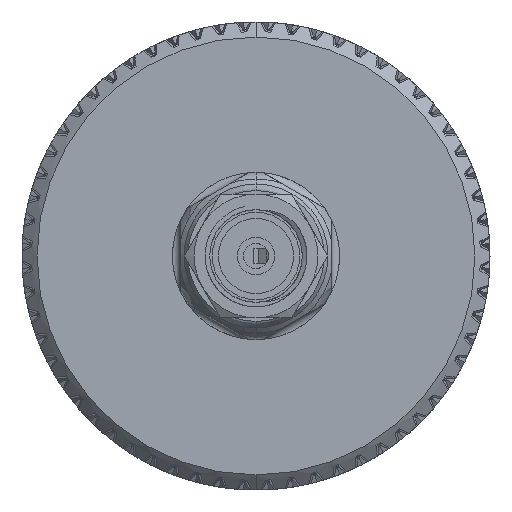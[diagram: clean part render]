
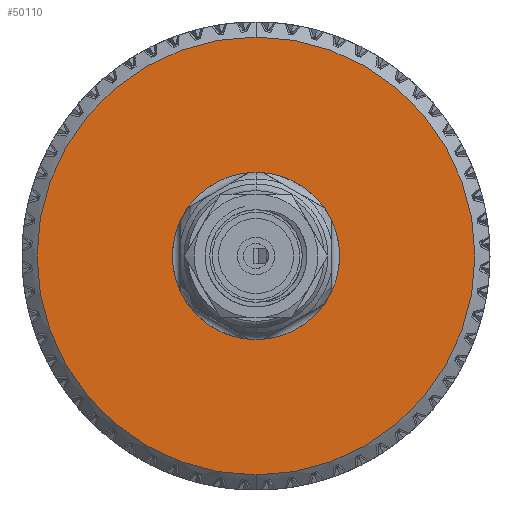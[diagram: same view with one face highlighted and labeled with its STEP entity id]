
A CAD part, left-side view. The second image highlights one B-rep face of the part: STEP entity #50110.
In plain terms, the highlighted face is planar.
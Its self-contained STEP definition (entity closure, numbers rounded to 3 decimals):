
#2759 = VERTEX_POINT ( 'NONE', #90740 ) ;
#2847 = CARTESIAN_POINT ( 'NONE',  ( 15.151, 0., -2.675 ) ) ;
#8532 = CARTESIAN_POINT ( 'NONE',  ( 15.151, 7.01, 0. ) ) ;
#8699 = CIRCLE ( 'NONE', #86537, 7.01 ) ;
#9117 = VERTEX_POINT ( 'NONE', #23155 ) ;
#15779 = CARTESIAN_POINT ( 'NONE',  ( 15.151, 0., 0. ) ) ;
#17814 = DIRECTION ( 'NONE',  ( 0., 0., 1. ) ) ;
#21370 = AXIS2_PLACEMENT_3D ( 'NONE', #64731, #84029, #66292 ) ;
#21436 = CIRCLE ( 'NONE', #119570, 7.01 ) ;
#22655 = DIRECTION ( 'NONE',  ( 1., 0., 0. ) ) ;
#23155 = CARTESIAN_POINT ( 'NONE',  ( 15.151, 0., 7.01 ) ) ;
#29636 = ORIENTED_EDGE ( 'NONE', *, *, #56613, .T. ) ;
#33274 = AXIS2_PLACEMENT_3D ( 'NONE', #8532, #73062, #17814 ) ;
#37663 = FACE_BOUND ( 'NONE', #54924, .T. ) ;
#42096 = EDGE_LOOP ( 'NONE', ( #29636, #104400 ) ) ;
#45311 = PLANE ( 'NONE',  #33274 ) ;
#48385 = EDGE_CURVE ( 'NONE', #58252, #2759, #85098, .T. ) ;
#50110 = ADVANCED_FACE ( 'NONE', ( #99783, #37663 ), #45311, .F. ) ;
#54924 = EDGE_LOOP ( 'NONE', ( #57589, #80630 ) ) ;
#56613 = EDGE_CURVE ( 'NONE', #99426, #9117, #8699, .T. ) ;
#57589 = ORIENTED_EDGE ( 'NONE', *, *, #86261, .F. ) ;
#58252 = VERTEX_POINT ( 'NONE', #2847 ) ;
#58335 = DIRECTION ( 'NONE',  ( 1., 0., 0. ) ) ;
#58476 = EDGE_CURVE ( 'NONE', #9117, #99426, #21436, .T. ) ;
#58783 = CIRCLE ( 'NONE', #107358, 2.675 ) ;
#60569 = DIRECTION ( 'NONE',  ( 0., 0., -1. ) ) ;
#62143 = DIRECTION ( 'NONE',  ( 1., 0., 0. ) ) ;
#64731 = CARTESIAN_POINT ( 'NONE',  ( 15.151, 0., 0. ) ) ;
#66292 = DIRECTION ( 'NONE',  ( 0., 0., 1. ) ) ;
#68392 = CARTESIAN_POINT ( 'NONE',  ( 15.151, 0., 0. ) ) ;
#70212 = DIRECTION ( 'NONE',  ( 0., 0., -1. ) ) ;
#70241 = CARTESIAN_POINT ( 'NONE',  ( 15.151, 0., 0. ) ) ;
#73062 = DIRECTION ( 'NONE',  ( -1., 0., 0. ) ) ;
#78055 = CARTESIAN_POINT ( 'NONE',  ( 15.151, 0., -7.01 ) ) ;
#80630 = ORIENTED_EDGE ( 'NONE', *, *, #48385, .F. ) ;
#84029 = DIRECTION ( 'NONE',  ( 1., 0., 0. ) ) ;
#85098 = CIRCLE ( 'NONE', #21370, 2.675 ) ;
#86261 = EDGE_CURVE ( 'NONE', #2759, #58252, #58783, .T. ) ;
#86537 = AXIS2_PLACEMENT_3D ( 'NONE', #70241, #22655, #60569 ) ;
#90740 = CARTESIAN_POINT ( 'NONE',  ( 15.151, 0., 2.675 ) ) ;
#95070 = DIRECTION ( 'NONE',  ( 0., 0., 1. ) ) ;
#99426 = VERTEX_POINT ( 'NONE', #78055 ) ;
#99783 = FACE_OUTER_BOUND ( 'NONE', #42096, .T. ) ;
#104400 = ORIENTED_EDGE ( 'NONE', *, *, #58476, .T. ) ;
#107358 = AXIS2_PLACEMENT_3D ( 'NONE', #68392, #58335, #95070 ) ;
#119570 = AXIS2_PLACEMENT_3D ( 'NONE', #15779, #62143, #70212 ) ;
